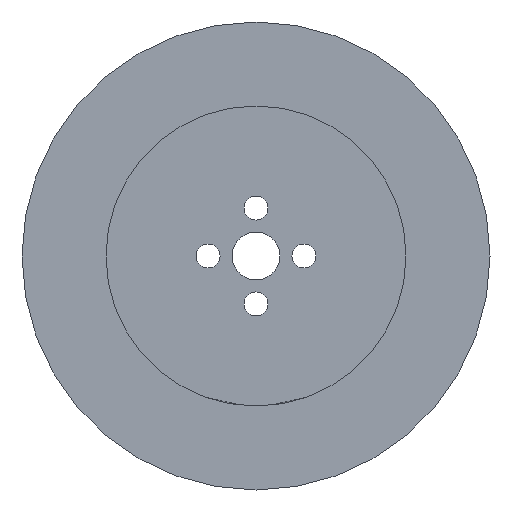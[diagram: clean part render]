
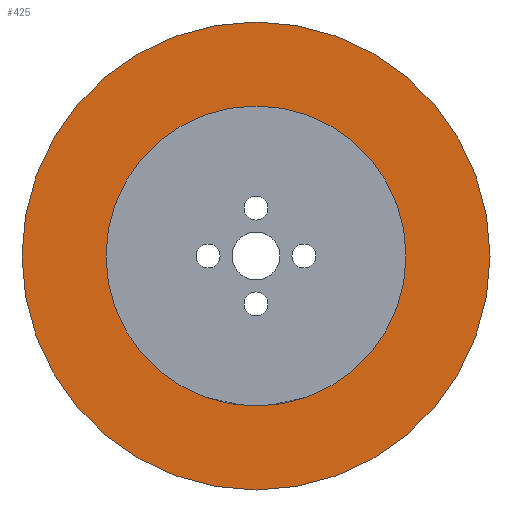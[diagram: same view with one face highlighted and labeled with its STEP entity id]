
A CAD part, front view. The second image highlights one B-rep face of the part: STEP entity #425.
In plain terms, the highlighted planar face has unit normal (0, -1, 0).
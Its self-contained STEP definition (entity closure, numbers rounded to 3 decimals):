
#15=FACE_BOUND('',#112,.T.);
#33=PLANE('',#483);
#59=CIRCLE('',#479,39.);
#60=CIRCLE('',#480,39.);
#63=CIRCLE('',#484,25.);
#64=CIRCLE('',#485,25.);
#89=FACE_OUTER_BOUND('',#111,.T.);
#111=EDGE_LOOP('',(#335,#336));
#112=EDGE_LOOP('',(#337,#338));
#201=VERTEX_POINT('',#855);
#202=VERTEX_POINT('',#856);
#205=VERTEX_POINT('',#865);
#206=VERTEX_POINT('',#866);
#256=EDGE_CURVE('',#201,#202,#59,.T.);
#257=EDGE_CURVE('',#202,#201,#60,.T.);
#261=EDGE_CURVE('',#205,#206,#63,.T.);
#262=EDGE_CURVE('',#206,#205,#64,.T.);
#335=ORIENTED_EDGE('',*,*,#256,.T.);
#336=ORIENTED_EDGE('',*,*,#257,.T.);
#337=ORIENTED_EDGE('',*,*,#261,.F.);
#338=ORIENTED_EDGE('',*,*,#262,.F.);
#425=ADVANCED_FACE('',(#89,#15),#33,.T.);
#479=AXIS2_PLACEMENT_3D('',#857,#578,#579);
#480=AXIS2_PLACEMENT_3D('',#858,#580,#581);
#483=AXIS2_PLACEMENT_3D('',#864,#587,#588);
#484=AXIS2_PLACEMENT_3D('',#867,#589,#590);
#485=AXIS2_PLACEMENT_3D('',#868,#591,#592);
#578=DIRECTION('center_axis',(0.,-1.,0.));
#579=DIRECTION('ref_axis',(1.,0.,0.));
#580=DIRECTION('center_axis',(0.,-1.,0.));
#581=DIRECTION('ref_axis',(1.,0.,0.));
#587=DIRECTION('center_axis',(0.,-1.,0.));
#588=DIRECTION('ref_axis',(0.,0.,-1.));
#589=DIRECTION('center_axis',(0.,-1.,0.));
#590=DIRECTION('ref_axis',(1.,0.,0.));
#591=DIRECTION('center_axis',(0.,-1.,0.));
#592=DIRECTION('ref_axis',(1.,0.,0.));
#855=CARTESIAN_POINT('',(0.,-13.5,-39.));
#856=CARTESIAN_POINT('',(0.,-13.5,39.));
#857=CARTESIAN_POINT('Origin',(0.,-13.5,0.));
#858=CARTESIAN_POINT('Origin',(0.,-13.5,0.));
#864=CARTESIAN_POINT('Origin',(0.,-13.5,-25.));
#865=CARTESIAN_POINT('',(0.,-13.5,-25.));
#866=CARTESIAN_POINT('',(0.,-13.5,25.));
#867=CARTESIAN_POINT('Origin',(0.,-13.5,0.));
#868=CARTESIAN_POINT('Origin',(0.,-13.5,0.));
